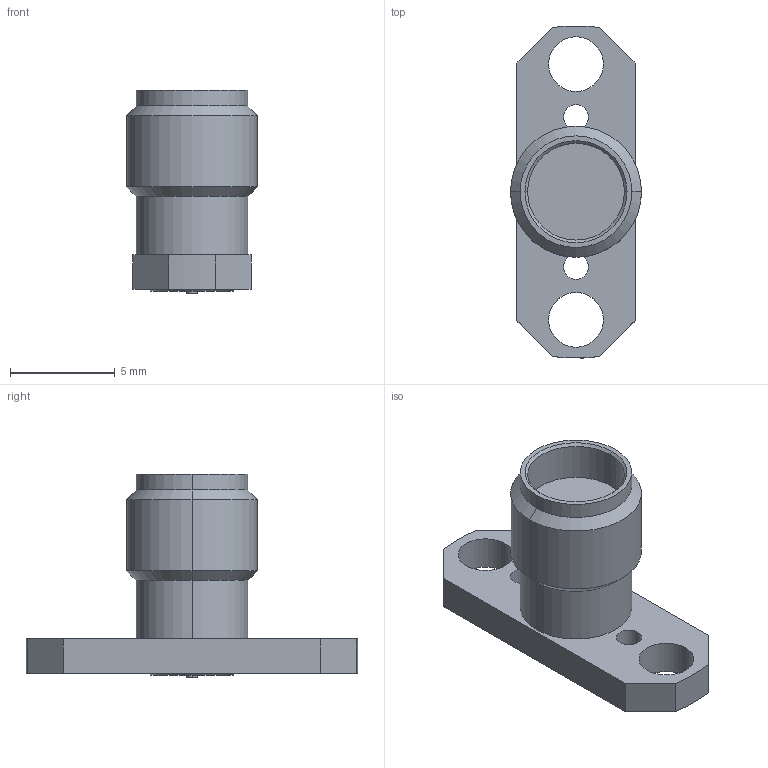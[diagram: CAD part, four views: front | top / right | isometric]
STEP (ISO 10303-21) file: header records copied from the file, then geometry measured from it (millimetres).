
FILE_DESCRIPTION (( 'STEP AP214' ), '1' );
FILE_NAME ('SF1521-60013.STEP', '2015-06-11T21:40:05', ( 'image' ), ( '' ), 'SwSTEP 2.0', 'SolidWorks 2014', '' );
FILE_SCHEMA (( 'AUTOMOTIVE_DESIGN' ));
Length unit declared in the file: inch
Products named in the file (1): SF1521-60013
Bounding box: 6.26 x 15.86 x 9.74 mm (x, y, z)
Volume: 292.4 mm3; surface area: 421.9 mm2
Topology: 1 solids, 1 shells, 46 faces, 104 edges, 66 vertices
Faces by surface type: cylinder 24, plane 14, cone 8
Entity records: 1904 total; most frequent: DIRECTION 252, CARTESIAN_POINT 217, ORIENTED_EDGE 208, EDGE_CURVE 104, AXIS2_PLACEMENT_3D 101, VERTEX_POINT 66, EDGE_LOOP 60, CIRCLE 54
